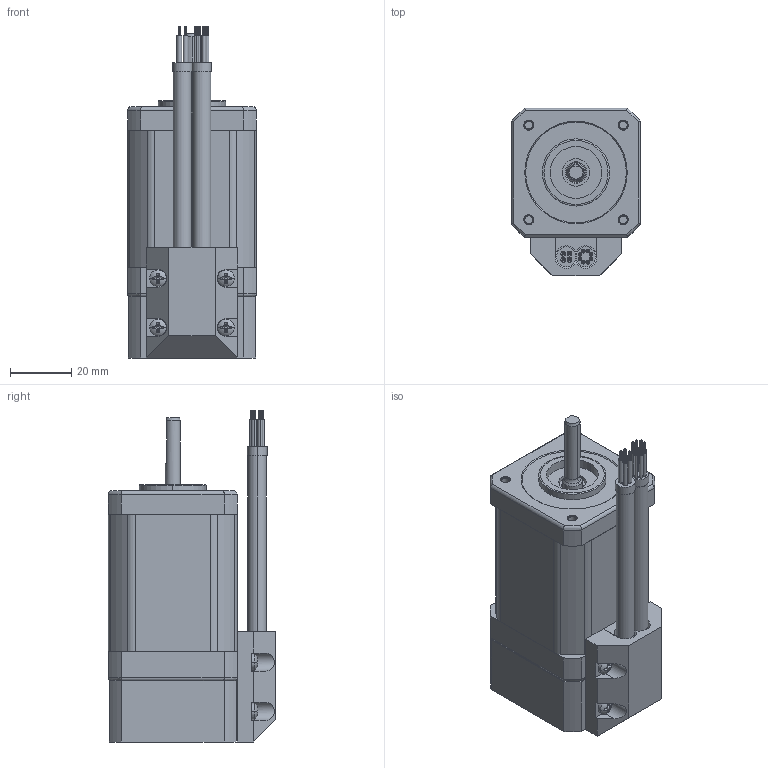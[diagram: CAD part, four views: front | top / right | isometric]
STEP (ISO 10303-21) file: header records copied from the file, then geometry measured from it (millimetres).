
FILE_DESCRIPTION((''),'2;1');
FILE_NAME('4611110058620_ASM','2023-02-09T10:07:46',('ms26442'),(''),'CREO PARAMETRIC BY PTC INC, 2018100','CREO PARAMETRIC BY PTC INC, 2018100','');
FILE_SCHEMA(('CONFIG_CONTROL_DESIGN'));
Products named in the file (37): 4613102100907; 3698153000611; 3698153000602; 4613104003713_ASM; 4613103012642_ASM; 4219121305103; 4613106100123_AF0; 4693220000374_AF0; 4613106100123_AF1; 4332101208785_AF0; 4613110000001_AF0; 4613106100123_AF2; 4693220000374_AF1; 4613106100123_AF3; 4613107114365_ASM; 4333201500149; 4333201500044; 4331101000004; 4613108009655_ASM; 4219121305856; 4294440200012_AF4; 3698151100128; 4294404000228; 4613153000980_ASM; 3219720000565; 4716140201542; 4294404002105; 4394000100660; 4394000100589; 4294404002066; 4394000100590; 4394000100591; 4294404000480; 3698201200063; DIANJIXIANSHU; ENCODERXIANSHU; 4611110058620_ASM
Assembly tree (44 placements, depth 5):
  4611110058620_ASM
    4613153000980_ASM
      4613103012642_ASM
        4613104003713_ASM
          4613102100907
          3698153000611
          3698153000602
      4219121305103
      4613108009655_ASM
        4613107114365_ASM
          4613106100123_AF0
          4693220000374_AF0
          4613106100123_AF1
          4332101208785_AF0
          4613110000001_AF0
          4613106100123_AF2
          4693220000374_AF1
          4613106100123_AF3
        4333201500149
        4333201500044
        4331101000004  x2
      4219121305856
      4294440200012_AF4
      3698151100128
      4294404000228  x2
    3219720000565
    4716140201542
    4294404002105  x3
    4394000100660
    4394000100589
    4294404002066  x2
    4394000100590
    4394000100591
    4294404000480  x4
    3698201200063
    DIANJIXIANSHU
    ENCODERXIANSHU
Bounding box: 42.2 x 55 x 108.8 mm (x, y, z)
Volume: 97058.7 mm3; surface area: 106992.8 mm2
Topology: 38 solids, 66 shells, 3766 faces, 10129 edges, 6651 vertices
Faces by surface type: plane 1862, cylinder 1693, torus 78, cone 75, sphere 38, bspline 20
Entity records: 114615 total; most frequent: CARTESIAN_POINT 22257, DIRECTION 19921, ORIENTED_EDGE 18954, EDGE_CURVE 9525, AXIS2_PLACEMENT_3D 7117, VERTEX_POINT 6255, VECTOR 5687, LINE 5687
